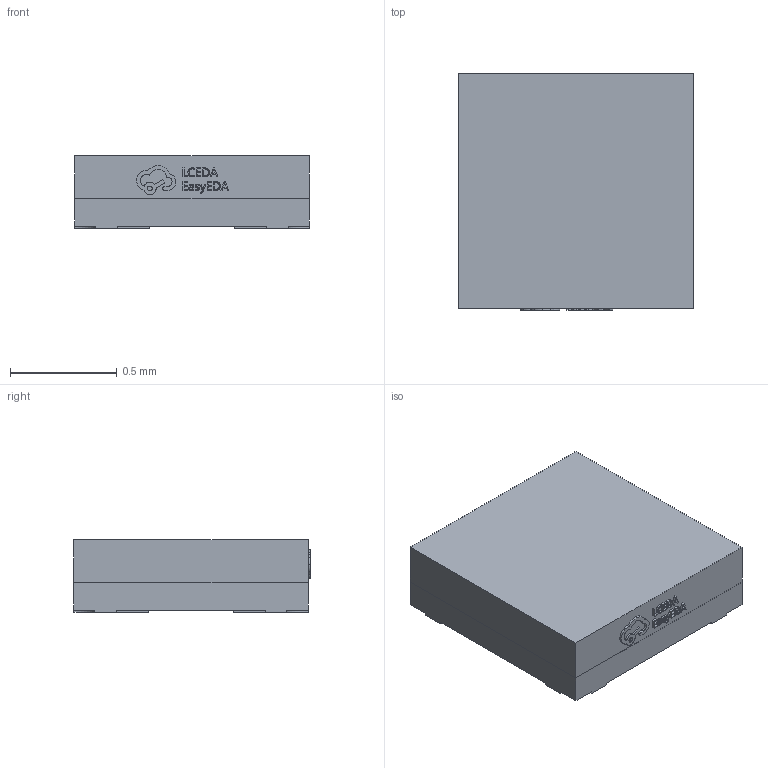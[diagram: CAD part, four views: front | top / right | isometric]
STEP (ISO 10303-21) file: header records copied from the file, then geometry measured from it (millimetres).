
FILE_DESCRIPTION (( 'STEP AP214' ), '1' );
FILE_NAME ('LED-SMD_4P-L1.1-W1.1-P0.63-TR.STEP', '2024-05-11T14:25:40', ( '' ), ( '' ), 'SwSTEP 2.0', 'SolidWorks 2020', '' );
FILE_SCHEMA (( 'AUTOMOTIVE_DESIGN' ));
Length unit declared in the file: millimetre
Products named in the file (1): LED-SMD_4P-L1.1-W1.1-P0.63-TR
Bounding box: 1.1 x 1.11 x 0.34 mm (x, y, z)
Volume: 0.4 mm3; surface area: 6.4 mm2
Topology: 2 solids, 2 shells, 272 faces, 747 edges, 498 vertices
Faces by surface type: plane 162, bspline 98, cylinder 12
Entity records: 12122 total; most frequent: CARTESIAN_POINT 2824, ORIENTED_EDGE 1494, DIRECTION 921, EDGE_CURVE 747, VECTOR 523, LINE 523, VERTEX_POINT 498, EDGE_LOOP 291
